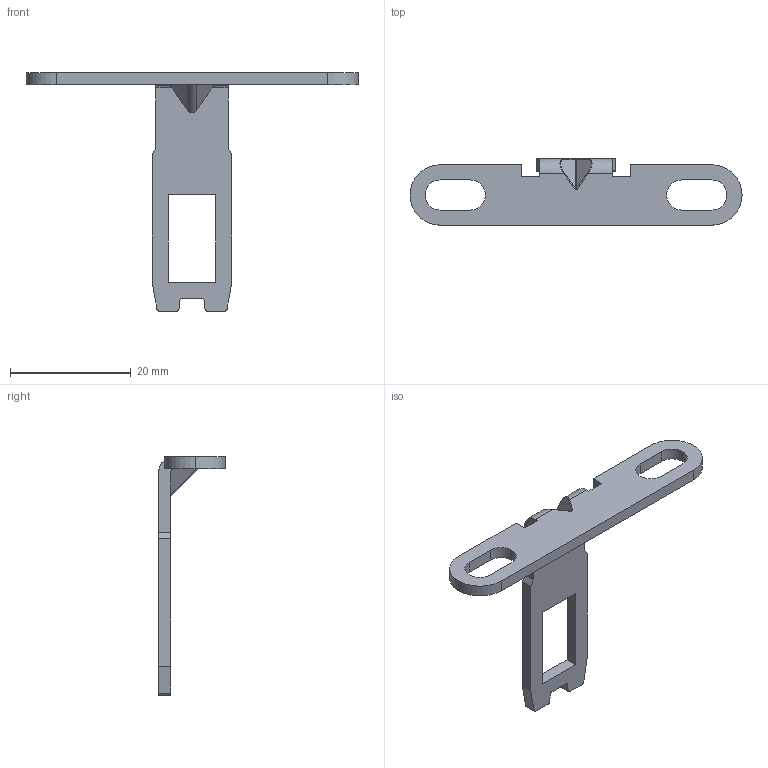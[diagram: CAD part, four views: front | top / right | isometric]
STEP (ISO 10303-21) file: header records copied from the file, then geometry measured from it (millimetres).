
FILE_DESCRIPTION(('STEP AP242'),'1');
FILE_NAME('operating_key_xcsz12.stp','2019-12-09T09:32:17',('TraceParts'),('TraceParts S.A.'),'Spatial InterOp 3D',' ',' ');
FILE_SCHEMA(('AP242_MANAGED_MODEL_BASED_3D_ENGINEERING_MIM_LF {1 0 10303 442 1 1 4}'));
Length unit declared in the file: millimetre
Products named in the file (1): operating_key_xcsz12
Bounding box: 55 x 11 x 39.5 mm (x, y, z)
Volume: 1583.1 mm3; surface area: 2186.1 mm2
Topology: 1 solids, 1 shells, 68 faces, 190 edges, 124 vertices
Faces by surface type: plane 36, cylinder 28, bspline 4
Entity records: 2539 total; most frequent: CARTESIAN_POINT 757, ORIENTED_EDGE 380, DIRECTION 356, EDGE_CURVE 190, LINE 130, VECTOR 130, VERTEX_POINT 124, AXIS2_PLACEMENT_3D 113
